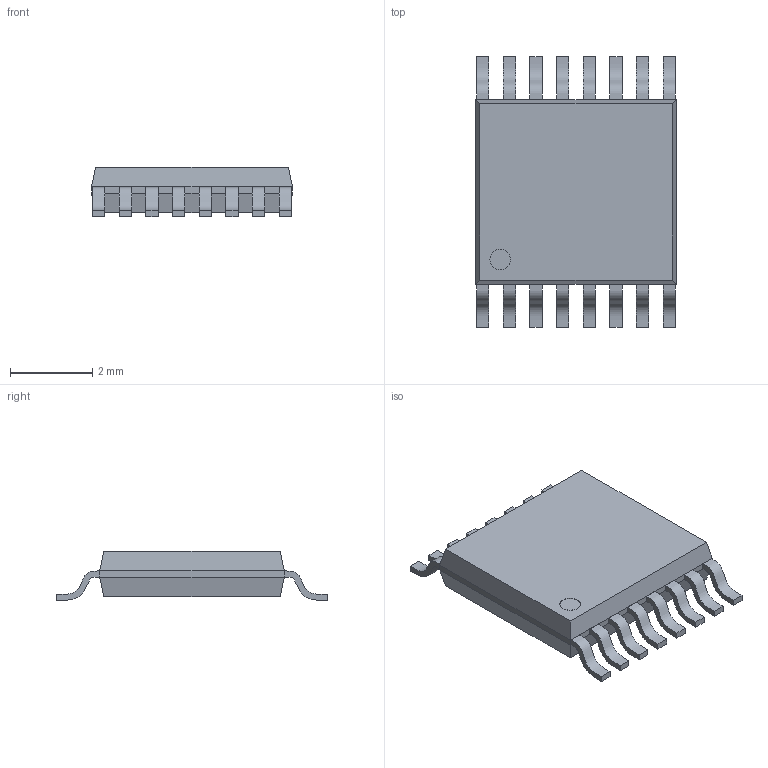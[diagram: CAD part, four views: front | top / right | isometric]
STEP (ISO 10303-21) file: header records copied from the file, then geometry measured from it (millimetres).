
FILE_DESCRIPTION (( 'STEP AP214' ), '1' );
FILE_NAME ('PW0016A.STEP', '2019-04-10T15:01:00', ( '' ), ( '' ), 'SwSTEP 2.0', 'SolidWorks 2018', '' );
FILE_SCHEMA (( 'AUTOMOTIVE_DESIGN' ));
Length unit declared in the file: millimetre
Products named in the file (3): Body; Pin; PW0016A
Assembly tree (17 placements, depth 2):
  PW0016A
    Body
    Pin  x16
Bounding box: 4.9 x 6.6 x 1.2 mm (x, y, z)
Volume: 24.3 mm3; surface area: 81.5 mm2
Topology: 17 solids, 17 shells, 113 faces, 226 edges, 148 vertices
Faces by surface type: plane 79, bspline 32, cylinder 2
Entity records: 885 total; most frequent: CARTESIAN_POINT 195, DIRECTION 128, ORIENTED_EDGE 92, EDGE_CURVE 46, AXIS2_PLACEMENT_3D 45, VECTOR 38, LINE 38, VERTEX_POINT 28
